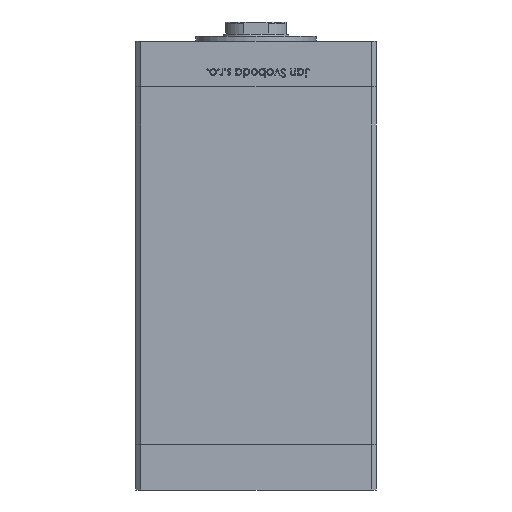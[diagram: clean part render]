
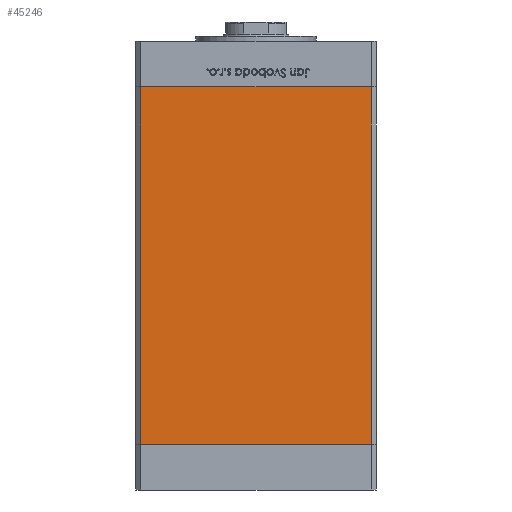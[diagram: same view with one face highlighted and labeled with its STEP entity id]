
A CAD part, front view. The second image highlights one B-rep face of the part: STEP entity #45246.
In plain terms, the highlighted planar face has unit normal (0, -1, 0).
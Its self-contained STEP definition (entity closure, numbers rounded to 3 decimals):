
#701 = VERTEX_POINT ( 'NONE', #21020 ) ;
#711 = CARTESIAN_POINT ( 'NONE',  ( 48., -43.5, 0. ) ) ;
#2893 = ORIENTED_EDGE ( 'NONE', *, *, #10513, .T. ) ;
#3477 = EDGE_LOOP ( 'NONE', ( #2893, #4840, #44609, #9603 ) ) ;
#4840 = ORIENTED_EDGE ( 'NONE', *, *, #29716, .F. ) ;
#6632 = EDGE_CURVE ( 'NONE', #49706, #701, #27662, .T. ) ;
#7084 = LINE ( 'NONE', #46968, #17101 ) ;
#7216 = FACE_OUTER_BOUND ( 'NONE', #3477, .T. ) ;
#8104 = LINE ( 'NONE', #24099, #41695 ) ;
#9603 = ORIENTED_EDGE ( 'NONE', *, *, #23374, .T. ) ;
#10513 = EDGE_CURVE ( 'NONE', #20467, #29845, #8104, .T. ) ;
#11656 = DIRECTION ( 'NONE',  ( 0., 0., 1. ) ) ;
#17101 = VECTOR ( 'NONE', #23081, 1000. ) ;
#19630 = DIRECTION ( 'NONE',  ( 0., 0., -1. ) ) ;
#20467 = VERTEX_POINT ( 'NONE', #48330 ) ;
#21020 = CARTESIAN_POINT ( 'NONE',  ( 48., -43.5, 148.5 ) ) ;
#22690 = CARTESIAN_POINT ( 'NONE',  ( -48., -43.5, 148.5 ) ) ;
#23081 = DIRECTION ( 'NONE',  ( 0., 0., -1. ) ) ;
#23374 = EDGE_CURVE ( 'NONE', #49706, #20467, #7084, .T. ) ;
#24099 = CARTESIAN_POINT ( 'NONE',  ( -48., -43.5, 0. ) ) ;
#27662 = LINE ( 'NONE', #43674, #51559 ) ;
#27762 = AXIS2_PLACEMENT_3D ( 'NONE', #22690, #34789, #11656 ) ;
#28169 = VECTOR ( 'NONE', #19630, 1000. ) ;
#29716 = EDGE_CURVE ( 'NONE', #701, #29845, #39846, .T. ) ;
#29845 = VERTEX_POINT ( 'NONE', #711 ) ;
#31892 = PLANE ( 'NONE',  #27762 ) ;
#34789 = DIRECTION ( 'NONE',  ( 0., 1., 0. ) ) ;
#39582 = CARTESIAN_POINT ( 'NONE',  ( 48., -43.5, 148.5 ) ) ;
#39846 = LINE ( 'NONE', #39582, #28169 ) ;
#41695 = VECTOR ( 'NONE', #46573, 1000. ) ;
#43674 = CARTESIAN_POINT ( 'NONE',  ( -48., -43.5, 148.5 ) ) ;
#43927 = DIRECTION ( 'NONE',  ( 1., 0., 0. ) ) ;
#44609 = ORIENTED_EDGE ( 'NONE', *, *, #6632, .F. ) ;
#45246 = ADVANCED_FACE ( 'NONE', ( #7216 ), #31892, .F. ) ;
#46573 = DIRECTION ( 'NONE',  ( 1., 0., 0. ) ) ;
#46968 = CARTESIAN_POINT ( 'NONE',  ( -48., -43.5, 148.5 ) ) ;
#48330 = CARTESIAN_POINT ( 'NONE',  ( -48., -43.5, 0. ) ) ;
#48776 = CARTESIAN_POINT ( 'NONE',  ( -48., -43.5, 148.5 ) ) ;
#49706 = VERTEX_POINT ( 'NONE', #48776 ) ;
#51559 = VECTOR ( 'NONE', #43927, 1000. ) ;
